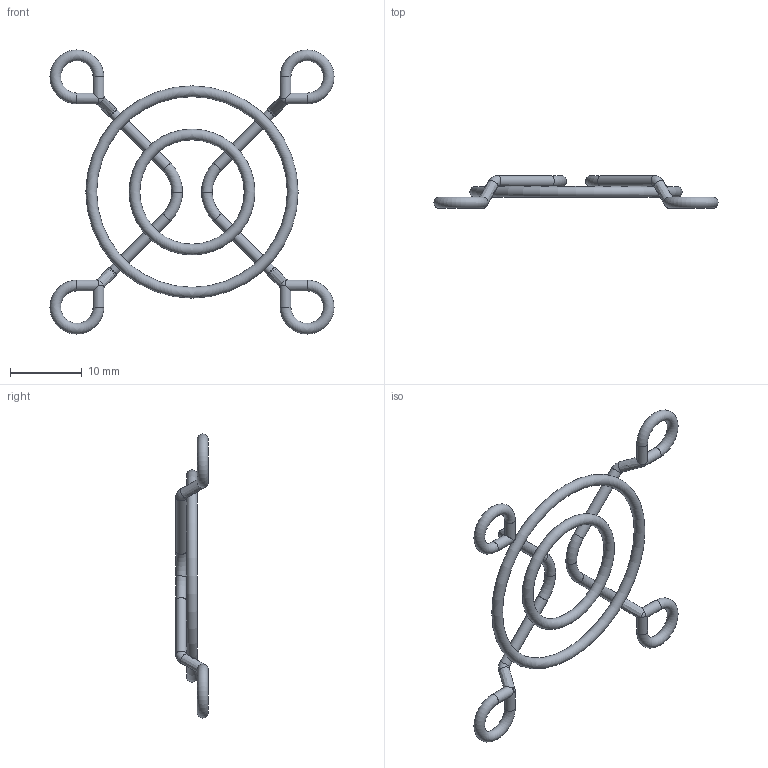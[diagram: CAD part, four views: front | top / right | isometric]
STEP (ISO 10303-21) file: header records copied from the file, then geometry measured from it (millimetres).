
FILE_DESCRIPTION(('FreeCAD Model'),'2;1');
FILE_NAME('FanGrill.step','2019-08-08T14:34:07',( 'Sisul Galog'),(''),'Open CASCADE STEP processor 7.3','FreeCAD', 'Unknown');
FILE_SCHEMA(('AUTOMOTIVE_DESIGN { 1 0 10303 214 1 1 1 1 }'));
Length unit declared in the file: millimetre
Products named in the file (1): FanGrill
Bounding box: 39.5 x 4.5 x 39.5 mm (x, y, z)
Volume: 514.4 mm3; surface area: 1366 mm2
Topology: 4 solids, 4 shells, 34 faces, 90 edges, 48 vertices
Faces by surface type: torus 14, cylinder 12, extrusion 4, revolution 4
Full cylindrical faces by diameter (mm): 1.5 x12
Entity records: 4160 total; most frequent: CARTESIAN_POINT 2163, DIRECTION 348, ORIENTED_EDGE 172, PCURVE 172, DEFINITIONAL_REPRESENTATION 172, VECTOR 150, LINE 146, AXIS2_PLACEMENT_3D 97
